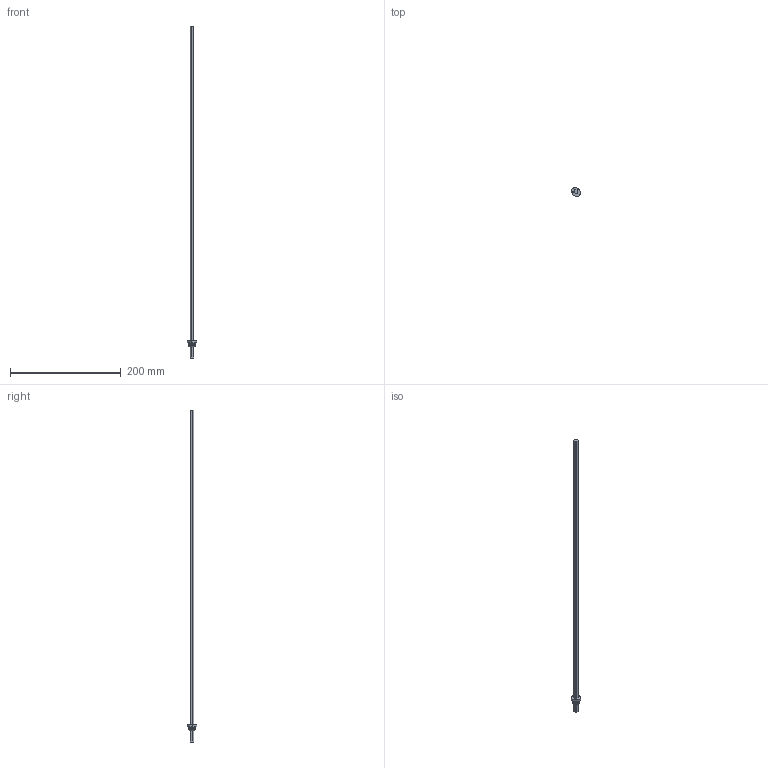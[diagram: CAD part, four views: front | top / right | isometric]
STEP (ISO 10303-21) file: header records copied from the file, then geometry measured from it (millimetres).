
FILE_DESCRIPTION(('STEP AP214'),'1');
FILE_NAME('cctmp_EA2387D5-86F3-4C0A-8463-F026DFE2F12C_2023_04_14_05_27_59_0887..stp','2023-04-14T03:28:00',('SIEMENS A&D'),('CADClick - www.CADClick.com'),'Spatial InterOp 3D postprocessed',' ','unknown authorization');
FILE_SCHEMA(('AUTOMOTIVE_DESIGN'));
Length unit declared in the file: millimetre
Products named in the file (1): 2023_04_14_05_27_59_0887
Bounding box: 17 x 17 x 600 mm (x, y, z)
Volume: 21792.2 mm3; surface area: 14181.4 mm2
Topology: 1 solids, 1 shells, 53 faces, 132 edges, 87 vertices
Faces by surface type: plane 31, cylinder 20, cone 2
Entity records: 1787 total; most frequent: CARTESIAN_POINT 283, DIRECTION 283, ORIENTED_EDGE 264, EDGE_CURVE 132, AXIS2_PLACEMENT_3D 99, VERTEX_POINT 87, LINE 85, VECTOR 85
